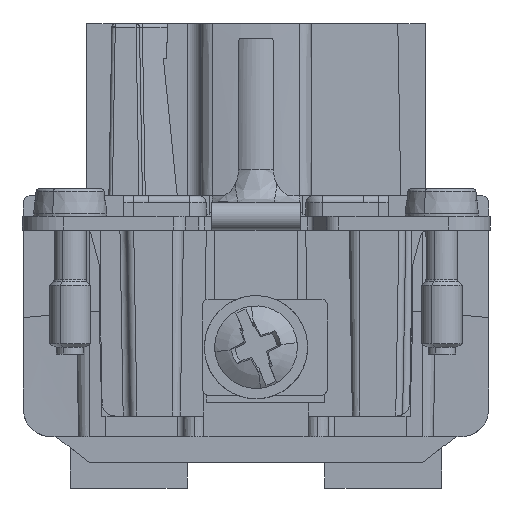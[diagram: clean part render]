
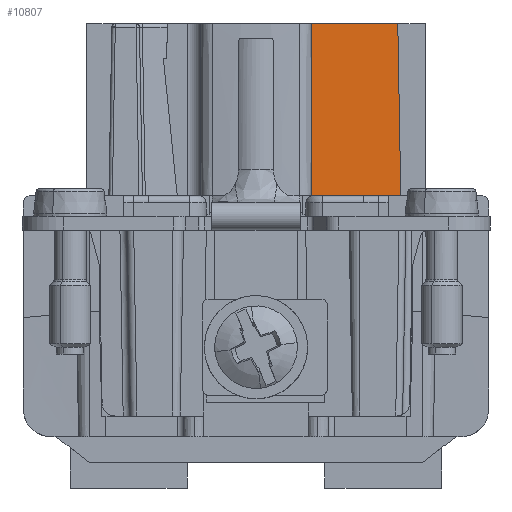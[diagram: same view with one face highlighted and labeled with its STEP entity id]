
A CAD part, front view. The second image highlights one B-rep face of the part: STEP entity #10807.
In plain terms, the highlighted planar face has unit normal (0, -1, 0.018).
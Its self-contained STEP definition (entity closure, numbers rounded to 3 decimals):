
#10784=AXIS2_PLACEMENT_3D('Plane Axis2P3D',#10781,#10782,#10783) ;
#4478=CARTESIAN_POINT('Vertex',(27.518,13.782,21.25)) ;
#4481=CARTESIAN_POINT('Line Origine',(24.263,13.782,21.25)) ;
#4485=CARTESIAN_POINT('Vertex',(21.008,13.782,21.25)) ;
#10766=CARTESIAN_POINT('Vertex',(27.3,14.,33.75)) ;
#10769=CARTESIAN_POINT('Line Origine',(27.409,13.891,27.5)) ;
#10781=CARTESIAN_POINT('Axis2P3D Location',(20.8,14.,33.75)) ;
#10787=CARTESIAN_POINT('Control Point',(21.06,14.,33.75)) ;
#10788=CARTESIAN_POINT('Control Point',(21.044,13.956,31.25)) ;
#10789=CARTESIAN_POINT('Control Point',(21.031,13.913,28.75)) ;
#10790=CARTESIAN_POINT('Control Point',(21.021,13.869,26.25)) ;
#10791=CARTESIAN_POINT('Control Point',(21.013,13.826,23.75)) ;
#10792=CARTESIAN_POINT('Control Point',(21.008,13.782,21.25)) ;
#10793=CARTESIAN_POINT('Vertex',(21.06,14.,33.75)) ;
#10796=CARTESIAN_POINT('Line Origine',(24.18,14.,33.75)) ;
#4482=DIRECTION('Vector Direction',(1.,0.,0.)) ;
#10770=DIRECTION('Vector Direction',(-0.017,0.017,1.)) ;
#10782=DIRECTION('Axis2P3D Direction',(0.,1.,-0.017)) ;
#10783=DIRECTION('Axis2P3D XDirection',(1.,0.,0.)) ;
#10797=DIRECTION('Vector Direction',(1.,0.,0.)) ;
#4483=VECTOR('Line Direction',#4482,1.) ;
#10771=VECTOR('Line Direction',#10770,1.) ;
#10798=VECTOR('Line Direction',#10797,1.) ;
#10802=ORIENTED_EDGE('',*,*,#10795,.T.) ;
#10803=ORIENTED_EDGE('',*,*,#4487,.T.) ;
#10804=ORIENTED_EDGE('',*,*,#10773,.T.) ;
#10805=ORIENTED_EDGE('',*,*,#10800,.F.) ;
#10807=ADVANCED_FACE('K\X2\00F6\X0\rper.61',(#10806),#10785,.F.) ;
#10786=B_SPLINE_CURVE_WITH_KNOTS('',5,(#10787,#10788,#10789,#10790,#10791,#10792),.UNSPECIFIED.,.F.,.U.,(6,6),(0.,17.681),.UNSPECIFIED.) ;
#4487=EDGE_CURVE('',#4486,#4479,#4484,.T.) ;
#10773=EDGE_CURVE('',#4479,#10767,#10772,.T.) ;
#10795=EDGE_CURVE('',#10794,#4486,#10786,.T.) ;
#10800=EDGE_CURVE('',#10794,#10767,#10799,.T.) ;
#10801=EDGE_LOOP('',(#10802,#10803,#10804,#10805)) ;
#10806=FACE_OUTER_BOUND('',#10801,.T.) ;
#4484=LINE('Line',#4481,#4483) ;
#10772=LINE('Line',#10769,#10771) ;
#10799=LINE('Line',#10796,#10798) ;
#10785=PLANE('',#10784) ;
#4479=VERTEX_POINT('',#4478) ;
#4486=VERTEX_POINT('',#4485) ;
#10767=VERTEX_POINT('',#10766) ;
#10794=VERTEX_POINT('',#10793) ;
